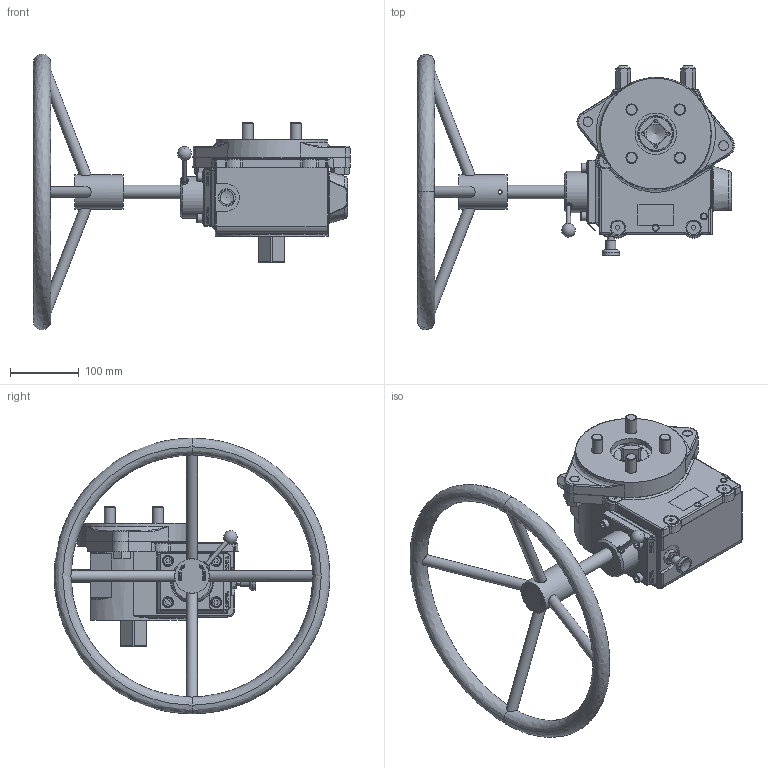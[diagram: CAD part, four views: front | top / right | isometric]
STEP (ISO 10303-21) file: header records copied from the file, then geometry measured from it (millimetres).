
FILE_DESCRIPTION( ( 'Unknown' ), '1' );
FILE_NAME( 'D000000247.stp', 'Unknown', ( 'Unknown' ), ( 'Unknown' ), 'PSStep 17.0.49', 'Unknown', ' ' );
FILE_SCHEMA( ( 'AUTOMOTIVE_DESIGN { 1 0 10303 214 1 1 1 1 }' ) );
Length unit declared in the file: millimetre
Products named in the file (43): DEV0432; DEV0435; LNM12x1.5SS; D0093806060A4; D0043906000A4; 62TZ100000010; D0760312000CU; D0000710020ST; D0031906000KU; D0799110025A4; 21T5Z10000000; 191T000000005; 164T102900000; 7252000260400; D0093316030A4; D0012508000A4; D0091208020A4; 22TX009880M00; ILGD900A41; ILGD900A19  (KTork K4 Insert); 700TIK0000100; 170T240000000; 11TZ120988C00; B0193616032A4; 6.2799.900; A0158712000A4; 9530400-C
Bounding box: 460.08 x 400 x 400 mm (x, y, z)
Surface area: 482854.1 mm2 (no closed solid volume)
Topology: 0 solids, 559 shells, 559 faces, 2756 edges, 2632 vertices
Faces by surface type: plane 239, cylinder 161, cone 63, bspline 46, torus 23, revolution 12, sphere 11, extrusion 4
Full cylindrical faces by diameter (mm): 6 x3, 10 x2, 12 x1, 13.27 x4, 13.376 x4, 13.835 x2, 14.5 x1, 15.875 x4, 16 x10, 16.5 x3, 19.67 x4, 20 x1, 22.2 x4, 22.4 x1, 25 x1, 26 x1, 50 x2, 60 x2, 70 x1, 75 x1
Entity records: 50786 total; most frequent: CARTESIAN_POINT 26360, DIRECTION 4002, VERTEX_POINT 2573, ORIENTED_EDGE 2562, EDGE_CURVE 2562, AXIS2_PLACEMENT_3D 1391, VECTOR 1208, LINE 1204
